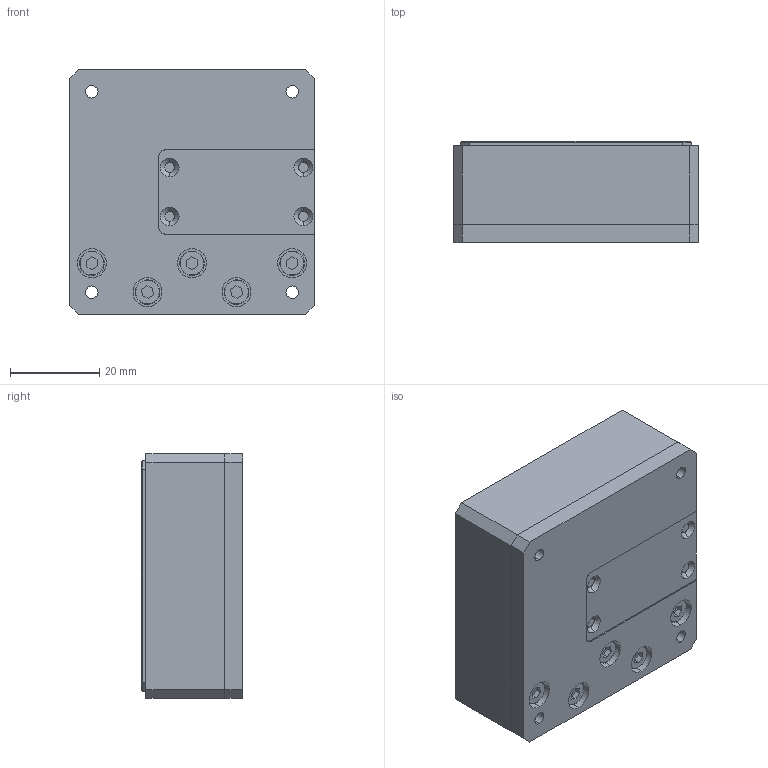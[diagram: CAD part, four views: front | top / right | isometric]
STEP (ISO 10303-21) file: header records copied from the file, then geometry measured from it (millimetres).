
FILE_DESCRIPTION (( 'STEP AP203' ), '1' );
FILE_NAME ('S100.z.C_enduser.STEP', '2025-07-03T03:17:28', ( '' ), ( '' ), 'SwSTEP 2.0', 'SolidWorks 2020', '' );
FILE_SCHEMA (( 'CONFIG_CONTROL_DESIGN' ));
Length unit declared in the file: millimetre
Products named in the file (7): S100.z.C_enduser; 复件 M2.5-D4.5T2.0L3^S100.z.C_enduser_M3×10; 葩璃 Top part 1^S100.z.C_enduser; 葩璃 Bottom part 1^S100.z.C_enduser; 复件 M3-D5.5T2.0L3^S100.z.C_enduser_M3×10; 葩璃 shield_part1^S100.z.C_enduser; 葩璃 cover part 2^S100.z.C_enduser
Assembly tree (13 placements, depth 2):
  S100.z.C_enduser
    葩璃 Bottom part 1^S100.z.C_enduser
    葩璃 shield_part1^S100.z.C_enduser
    葩璃 cover part 2^S100.z.C_enduser
    葩璃 Top part 1^S100.z.C_enduser
    复件 M2.5-D4.5T2.0L3^S100.z.C_enduser_M3×10  x4
    复件 M3-D5.5T2.0L3^S100.z.C_enduser_M3×10  x5
Bounding box: 55 x 22.7 x 55 mm (x, y, z)
Volume: 30198 mm3; surface area: 24976.9 mm2
Topology: 13 solids, 13 shells, 467 faces, 1074 edges, 662 vertices
Faces by surface type: plane 189, cylinder 124, cone 118, torus 36
Entity records: 10527 total; most frequent: DIRECTION 1784, CARTESIAN_POINT 1609, ORIENTED_EDGE 1560, EDGE_CURVE 780, AXIS2_PLACEMENT_3D 663, VERTEX_POINT 480, VECTOR 458, LINE 458
